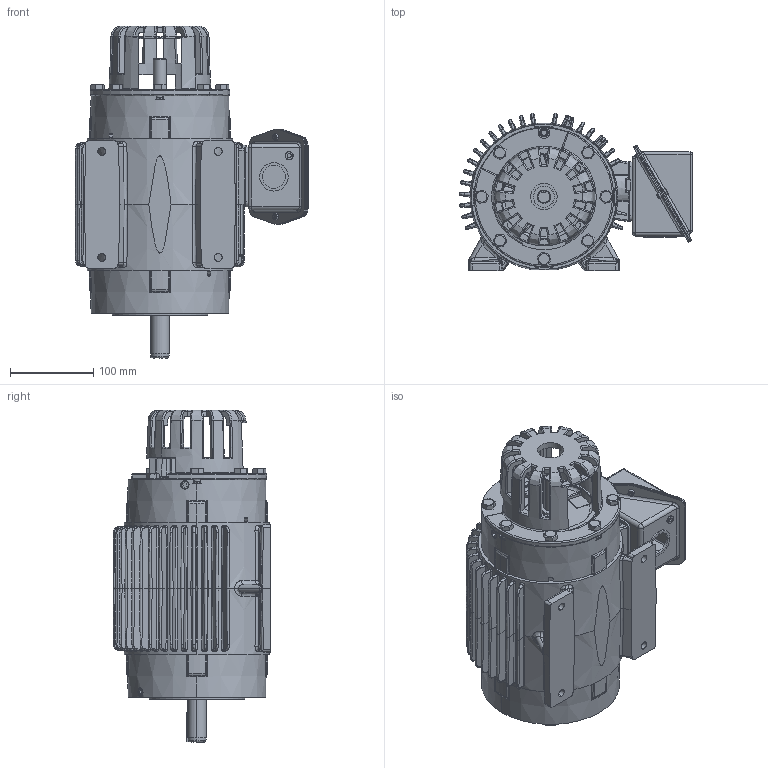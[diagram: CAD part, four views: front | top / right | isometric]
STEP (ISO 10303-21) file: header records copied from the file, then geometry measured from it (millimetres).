
FILE_DESCRIPTION (( 'STEP AP214' ), '1' );
FILE_NAME ('Y551-A772.STEP', '2022-01-13T15:56:51', ( '' ), ( '' ), 'SwSTEP 2.0', 'SolidWorks 2017', '' );
FILE_SCHEMA (( 'AUTOMOTIVE_DESIGN' ));
Length unit declared in the file: inch
Products named in the file (1): Y551-A772
Bounding box: 279.44 x 188.89 x 397.99 mm (x, y, z)
Volume: 2390441.8 mm3; surface area: 775492.8 mm2
Topology: 31 solids, 31 shells, 3361 faces, 8497 edges, 5050 vertices
Faces by surface type: bspline 1601, cylinder 734, plane 651, cone 375
Entity records: 172560 total; most frequent: CARTESIAN_POINT 103648, ORIENTED_EDGE 16630, DIRECTION 11421, EDGE_CURVE 8315, VERTEX_POINT 5050, AXIS2_PLACEMENT_3D 4678, EDGE_LOOP 3523, ADVANCED_FACE 3361
